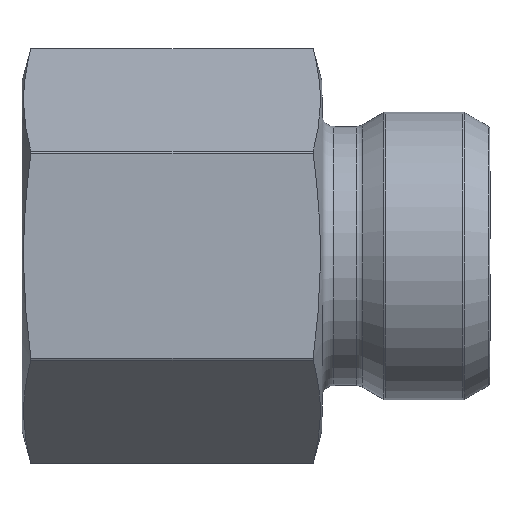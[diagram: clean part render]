
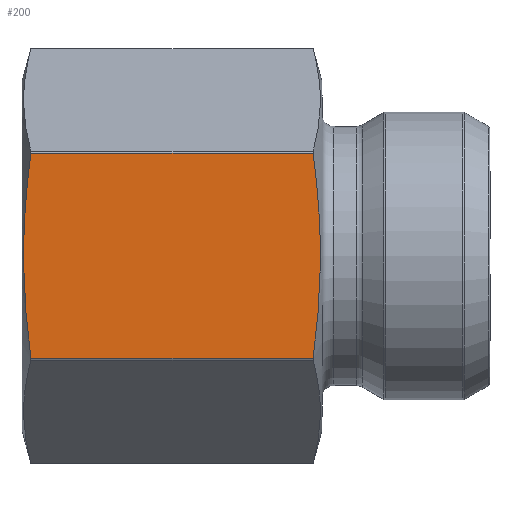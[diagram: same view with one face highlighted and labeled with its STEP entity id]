
A CAD part, top view. The second image highlights one B-rep face of the part: STEP entity #200.
In plain terms, the highlighted planar face has unit normal (0, 0, 1).
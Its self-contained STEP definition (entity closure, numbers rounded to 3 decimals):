
#200=ADVANCED_FACE('',(#245),#235,.F.);
#235=PLANE('',#572);
#245=FACE_OUTER_BOUND('',#257,.T.);
#257=EDGE_LOOP('',(#339,#340,#341,#342));
#315=LINE('',#802,#327);
#316=LINE('',#811,#328);
#327=VECTOR('',#643,1.);
#328=VECTOR('',#644,1.);
#339=ORIENTED_EDGE('',*,*,#501,.F.);
#340=ORIENTED_EDGE('',*,*,#502,.F.);
#341=ORIENTED_EDGE('',*,*,#503,.T.);
#342=ORIENTED_EDGE('',*,*,#504,.T.);
#455=VERTEX_POINT('',#800);
#456=VERTEX_POINT('',#801);
#457=VERTEX_POINT('',#803);
#458=VERTEX_POINT('',#810);
#501=EDGE_CURVE('',#455,#456,#559,.T.);
#502=EDGE_CURVE('',#457,#455,#315,.T.);
#503=EDGE_CURVE('',#457,#458,#560,.T.);
#504=EDGE_CURVE('',#458,#456,#316,.T.);
#559=B_SPLINE_CURVE_WITH_KNOTS('',3,(#794,#795,#796,#797,#798,#799),
 .UNSPECIFIED.,.F.,.F.,(4,2,4),(0.,0.5,1.),.UNSPECIFIED.);
#560=B_SPLINE_CURVE_WITH_KNOTS('',3,(#804,#805,#806,#807,#808,#809),
 .UNSPECIFIED.,.F.,.F.,(4,2,4),(0.,0.5,1.),.UNSPECIFIED.);
#572=AXIS2_PLACEMENT_3D('',#812,#645,#646);
#643=DIRECTION('',(-1.,0.,0.));
#644=DIRECTION('',(-1.,0.,0.));
#645=DIRECTION('',(0.,0.,-1.));
#646=DIRECTION('',(0.,1.,0.));
#794=CARTESIAN_POINT('',(0.741,-8.549,15.));
#795=CARTESIAN_POINT('',(0.363,-5.702,15.));
#796=CARTESIAN_POINT('',(0.133,-2.836,15.));
#797=CARTESIAN_POINT('',(0.135,2.865,15.));
#798=CARTESIAN_POINT('',(0.364,5.709,15.));
#799=CARTESIAN_POINT('',(0.741,8.549,15.));
#800=CARTESIAN_POINT('',(0.741,-8.549,15.));
#801=CARTESIAN_POINT('',(0.741,8.549,15.));
#802=CARTESIAN_POINT('',(39.,-8.549,15.));
#803=CARTESIAN_POINT('',(24.259,-8.549,15.));
#804=CARTESIAN_POINT('',(24.259,-8.549,15.));
#805=CARTESIAN_POINT('',(24.637,-5.702,15.));
#806=CARTESIAN_POINT('',(24.867,-2.836,15.));
#807=CARTESIAN_POINT('',(24.865,2.865,15.));
#808=CARTESIAN_POINT('',(24.636,5.709,15.));
#809=CARTESIAN_POINT('',(24.259,8.549,15.));
#810=CARTESIAN_POINT('',(24.259,8.549,15.));
#811=CARTESIAN_POINT('',(39.,8.549,15.));
#812=CARTESIAN_POINT('',(39.,8.549,15.));
